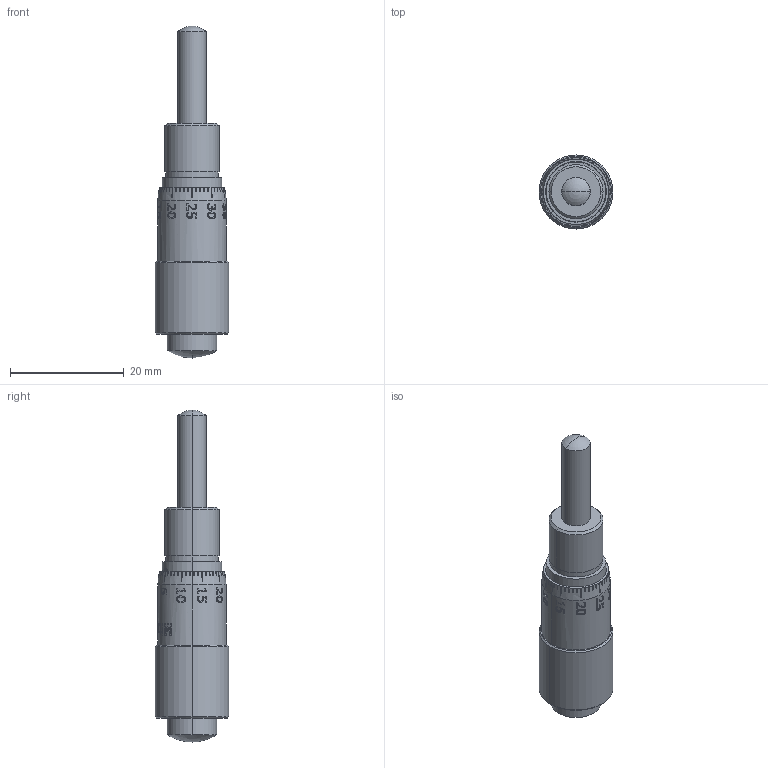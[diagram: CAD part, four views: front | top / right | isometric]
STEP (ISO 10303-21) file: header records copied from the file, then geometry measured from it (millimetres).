
FILE_DESCRIPTION (( 'STEP AP214' ), '1' );
FILE_NAME ('13431-E0W.STEP', '2013-09-10T18:38:02', ( 'Admin' ), ( '' ), 'SwSTEP 2.0', 'SolidWorks 2012', '' );
FILE_SCHEMA (( 'AUTOMOTIVE_DESIGN' ));
Length unit declared in the file: inch
Products named in the file (1): 13431-E0W
Bounding box: 13 x 13 x 58.39 mm (x, y, z)
Volume: 4312.7 mm3; surface area: 4428 mm2
Topology: 2 solids, 2 shells, 827 faces, 2314 edges, 1538 vertices
Faces by surface type: plane 392, bspline 257, cylinder 114, cone 60, sphere 2, torus 2
Entity records: 59826 total; most frequent: CARTESIAN_POINT 29961, ORIENTED_EDGE 4624, DIRECTION 2990, EDGE_CURVE 2312, VERTEX_POINT 1538, AXIS2_PLACEMENT_3D 1121, B_SPLINE_CURVE_WITH_KNOTS 1014, EDGE_LOOP 878
